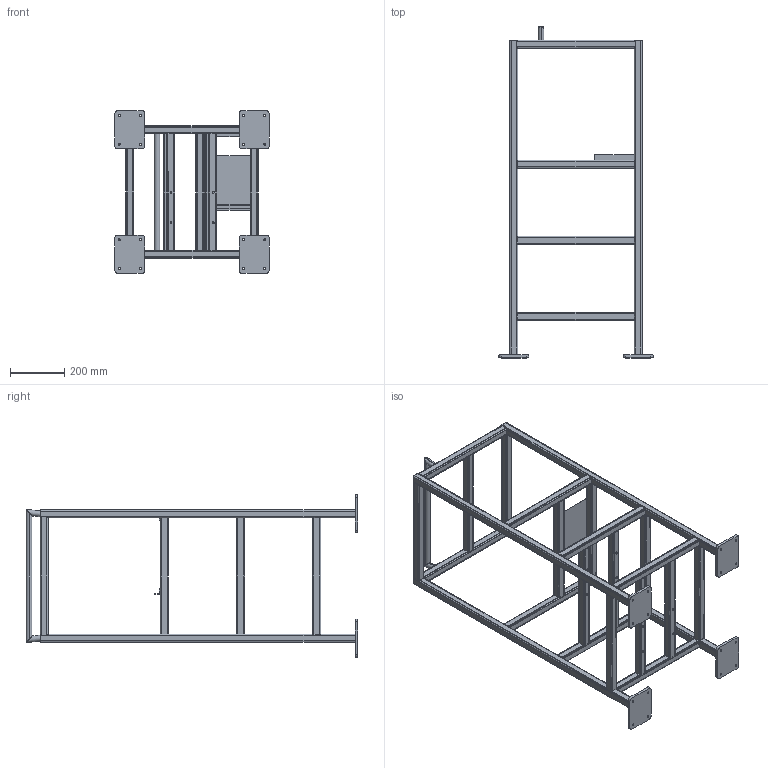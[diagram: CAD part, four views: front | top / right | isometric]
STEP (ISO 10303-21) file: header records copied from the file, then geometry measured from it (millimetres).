
FILE_DESCRIPTION (( 'STEP AP214' ), '1' );
FILE_NAME ('Frame revised step 3.STEP', '2024-04-20T10:10:07', ( '' ), ( '' ), 'SwSTEP 2.0', 'SolidWorks 2022', '' );
FILE_SCHEMA (( 'AUTOMOTIVE_DESIGN' ));
Length unit declared in the file: millimetre
Products named in the file (1): Frame revised step 3
Bounding box: 567 x 1219.85 x 597 mm (x, y, z)
Volume: 4262201.4 mm3; surface area: 3020745 mm2
Topology: 34 solids, 34 shells, 638 faces, 1610 edges, 1020 vertices
Faces by surface type: cylinder 330, plane 308
Entity records: 24657 total; most frequent: CARTESIAN_POINT 4785, ORIENTED_EDGE 3220, DIRECTION 3100, EDGE_CURVE 1610, AXIS2_PLACEMENT_3D 1035, LINE 1030, VECTOR 1030, VERTEX_POINT 1020
